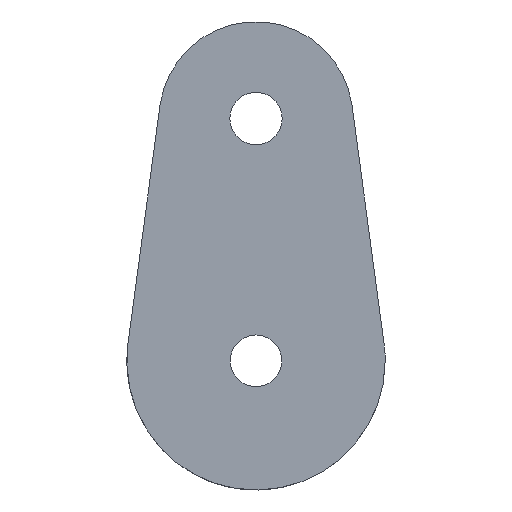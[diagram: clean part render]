
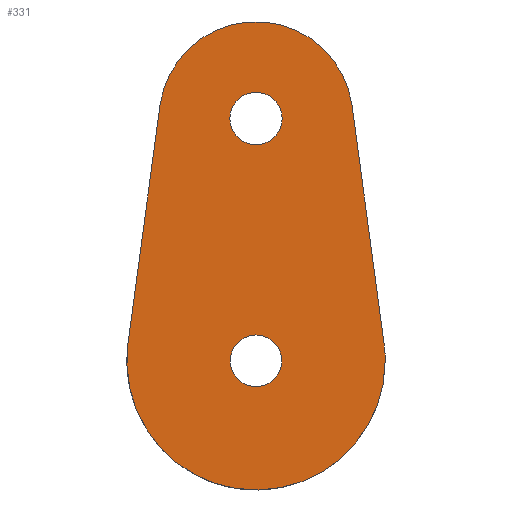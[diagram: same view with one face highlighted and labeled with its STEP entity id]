
A CAD part, left-side view. The second image highlights one B-rep face of the part: STEP entity #331.
In plain terms, the highlighted planar face has unit normal (-1, 0, 0).
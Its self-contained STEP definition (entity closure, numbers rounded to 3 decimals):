
#17=FACE_BOUND('',#73,.T.);
#18=FACE_BOUND('',#74,.T.);
#26=CIRCLE('',#363,8.);
#30=CIRCLE('',#367,8.);
#32=CIRCLE('',#373,1.6);
#34=CIRCLE('',#376,1.621);
#36=CIRCLE('',#383,6.);
#53=FACE_OUTER_BOUND('',#72,.T.);
#72=EDGE_LOOP('',(#295,#296,#297,#298,#299));
#73=EDGE_LOOP('',(#300));
#74=EDGE_LOOP('',(#301));
#103=LINE('',#566,#134);
#105=LINE('',#572,#136);
#134=VECTOR('',#470,10.);
#136=VECTOR('',#478,10.);
#152=VERTEX_POINT('',#518);
#153=VERTEX_POINT('',#520);
#157=VERTEX_POINT('',#531);
#160=VERTEX_POINT('',#546);
#162=VERTEX_POINT('',#552);
#165=VERTEX_POINT('',#564);
#166=VERTEX_POINT('',#568);
#184=EDGE_CURVE('',#153,#152,#26,.T.);
#191=EDGE_CURVE('',#157,#153,#30,.T.);
#200=EDGE_CURVE('',#160,#160,#32,.T.);
#203=EDGE_CURVE('',#162,#162,#34,.T.);
#208=EDGE_CURVE('',#152,#165,#103,.T.);
#210=EDGE_CURVE('',#165,#166,#36,.T.);
#211=EDGE_CURVE('',#166,#157,#105,.T.);
#295=ORIENTED_EDGE('',*,*,#211,.T.);
#296=ORIENTED_EDGE('',*,*,#191,.T.);
#297=ORIENTED_EDGE('',*,*,#184,.T.);
#298=ORIENTED_EDGE('',*,*,#208,.T.);
#299=ORIENTED_EDGE('',*,*,#210,.T.);
#300=ORIENTED_EDGE('',*,*,#200,.T.);
#301=ORIENTED_EDGE('',*,*,#203,.T.);
#314=PLANE('',#385);
#331=ADVANCED_FACE('',(#53,#17,#18),#314,.F.);
#363=AXIS2_PLACEMENT_3D('',#521,#418,#419);
#367=AXIS2_PLACEMENT_3D('',#532,#429,#430);
#373=AXIS2_PLACEMENT_3D('',#548,#448,#449);
#376=AXIS2_PLACEMENT_3D('',#554,#455,#456);
#383=AXIS2_PLACEMENT_3D('',#570,#474,#475);
#385=AXIS2_PLACEMENT_3D('',#573,#479,#480);
#418=DIRECTION('center_axis',(-1.,0.,0.));
#419=DIRECTION('ref_axis',(0.,1.,0.));
#429=DIRECTION('center_axis',(-1.,0.,0.));
#430=DIRECTION('ref_axis',(0.,1.,0.));
#448=DIRECTION('center_axis',(1.,0.,0.));
#449=DIRECTION('ref_axis',(0.,1.,0.));
#455=DIRECTION('center_axis',(1.,0.,0.));
#456=DIRECTION('ref_axis',(0.,1.,0.));
#470=DIRECTION('',(0.,0.133,0.991));
#474=DIRECTION('center_axis',(-1.,0.,0.));
#475=DIRECTION('ref_axis',(0.,0.991,0.133));
#478=DIRECTION('',(0.,0.133,-0.991));
#479=DIRECTION('center_axis',(1.,0.,0.));
#480=DIRECTION('ref_axis',(0.,0.,-1.));
#518=CARTESIAN_POINT('',(-6.,-7.929,1.067));
#520=CARTESIAN_POINT('',(-6.,-8.,0.));
#521=CARTESIAN_POINT('Origin',(-6.,0.,0.));
#531=CARTESIAN_POINT('',(-6.,7.929,1.067));
#532=CARTESIAN_POINT('Origin',(-6.,0.,0.));
#546=CARTESIAN_POINT('',(-6.,-1.6,0.));
#548=CARTESIAN_POINT('Origin',(-6.,0.,0.));
#552=CARTESIAN_POINT('',(-6.,-1.621,15.));
#554=CARTESIAN_POINT('Origin',(-6.,0.,15.));
#564=CARTESIAN_POINT('',(-6.,-5.946,15.8));
#566=CARTESIAN_POINT('',(-6.,-5.946,15.8));
#568=CARTESIAN_POINT('',(-6.,5.946,15.8));
#570=CARTESIAN_POINT('Origin',(-6.,0.,15.));
#572=CARTESIAN_POINT('',(-6.,7.929,1.067));
#573=CARTESIAN_POINT('Origin',(-6.,0.,6.5));
